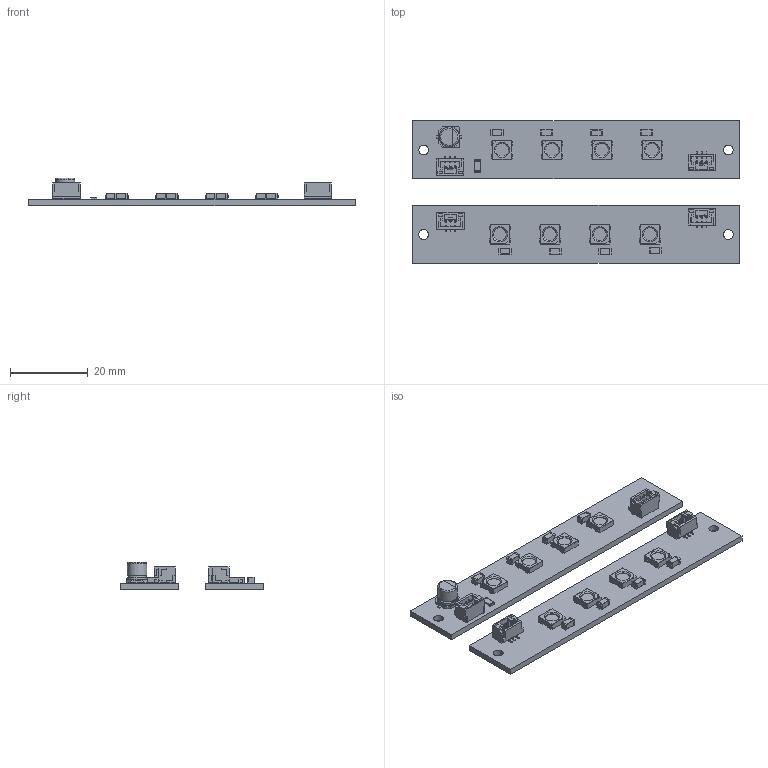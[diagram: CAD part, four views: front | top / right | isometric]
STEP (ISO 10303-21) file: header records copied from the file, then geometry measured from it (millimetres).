
FILE_DESCRIPTION(('KiCad electronic assembly'),'2;1');
FILE_NAME('RGB LED Mounting Board.step','2024-09-08T14:46:03',('Pcbnew') ,('Kicad'),'Open CASCADE STEP processor 7.7','KiCad to STEP converter' ,'Unknown');
FILE_SCHEMA(('AUTOMOTIVE_DESIGN { 1 0 10303 214 1 1 1 1 }'));
Length unit declared in the file: millimetre
Products named in the file (13): RGB LED Mounting Board 1; R_1206_3216Metric; SOLID; LED_WS2812B_PLCC4_5.0x5.0mm_P3.2mm; C_1206_3216Metric; CP_Elec_5x5.4; JST_GH_BM03B-GHS-TBT_1x03-1MP_P1.25mm_Vertical; _autosave-RGB LED Mounting Board PCB1; _autosave-RGB LED Mounting Board PCB2
Assembly tree (29 placements, depth 3):
  RGB LED Mounting Board 1
    R_1206_3216Metric
      SOLID
    LED_WS2812B_PLCC4_5.0x5.0mm_P3.2mm  x8
      SOLID
    C_1206_3216Metric  x8
      SOLID
    CP_Elec_5x5.4
      SOLID
    JST_GH_BM03B-GHS-TBT_1x03-1MP_P1.25mm_Vertical  x4
      SOLID
    _autosave-RGB LED Mounting Board PCB1
    _autosave-RGB LED Mounting Board PCB2
Bounding box: 84.03 x 36.75 x 7.05 mm (x, y, z)
Volume: 4746.7 mm3; surface area: 7775.3 mm2
Topology: 24 solids, 24 shells, 1499 faces, 4203 edges, 2773 vertices
Faces by surface type: plane 1190, cylinder 294, cone 8, torus 4, bspline 2, revolution 1
Full cylindrical faces by diameter (mm): 2.5 x4, 3.333 x8, 5 x2
Entity records: 26180 total; most frequent: CARTESIAN_POINT 4694, DIRECTION 3575, LINE 2555, VECTOR 2555, ORIENTED_EDGE 1866, PCURVE 1866, DEFINITIONAL_REPRESENTATION 1866, EDGE_CURVE 933
